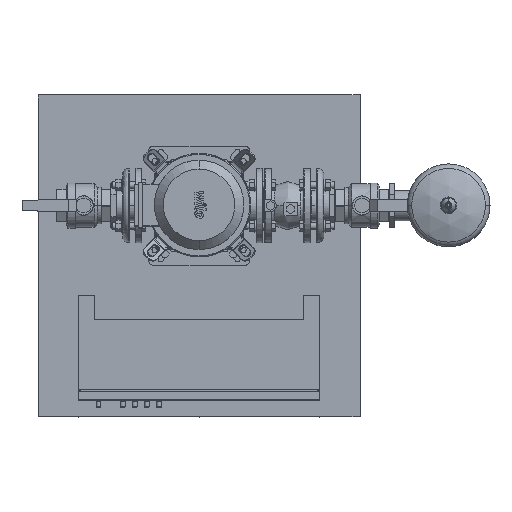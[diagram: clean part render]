
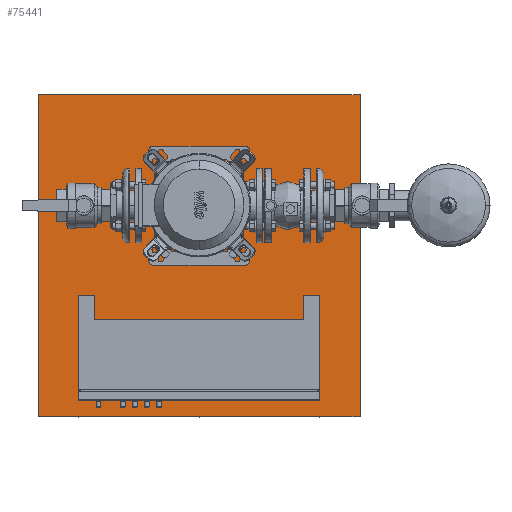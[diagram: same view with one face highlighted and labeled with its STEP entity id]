
A CAD part, top view. The second image highlights one B-rep face of the part: STEP entity #75441.
In plain terms, the highlighted planar face has unit normal (0, 0, 1).
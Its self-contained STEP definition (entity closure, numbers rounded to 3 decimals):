
#75402=CARTESIAN_POINT('',(-400.0,-125.,125.0));
#75403=DIRECTION('',(0.0,0.0,1.0));
#75404=DIRECTION('',(0.0,-1.0,0.0));
#75405=AXIS2_PLACEMENT_3D('',#75402,#75403,#75404);
#75406=PLANE('',#75405);
#75407=CARTESIAN_POINT('',(400.0,-525.0,125.));
#75408=VERTEX_POINT('',#75407);
#75409=CARTESIAN_POINT('',(400.0,275.0,125.));
#75410=VERTEX_POINT('',#75409);
#75411=CARTESIAN_POINT('',(400.0,-525.0,125.));
#75412=DIRECTION('',(0.0,1.0,0.0));
#75413=VECTOR('',#75412,800.0);
#75414=LINE('',#75411,#75413);
#75415=EDGE_CURVE('',#75408,#75410,#75414,.T.);
#75416=ORIENTED_EDGE('',*,*,#75415,.T.);
#75417=CARTESIAN_POINT('',(-400.0,275.0,125.));
#75418=VERTEX_POINT('',#75417);
#75419=CARTESIAN_POINT('',(-400.0,275.0,125.));
#75420=DIRECTION('',(1.0,0.0,0.0));
#75421=VECTOR('',#75420,800.0);
#75422=LINE('',#75419,#75421);
#75423=EDGE_CURVE('',#75418,#75410,#75422,.T.);
#75424=ORIENTED_EDGE('',*,*,#75423,.F.);
#75425=CARTESIAN_POINT('',(-400.0,-525.0,125.));
#75426=VERTEX_POINT('',#75425);
#75427=CARTESIAN_POINT('',(-400.0,275.0,125.));
#75428=DIRECTION('',(0.0,-1.0,0.0));
#75429=VECTOR('',#75428,800.0);
#75430=LINE('',#75427,#75429);
#75431=EDGE_CURVE('',#75418,#75426,#75430,.T.);
#75432=ORIENTED_EDGE('',*,*,#75431,.T.);
#75433=CARTESIAN_POINT('',(-400.0,-525.0,125.));
#75434=DIRECTION('',(1.0,0.0,0.0));
#75435=VECTOR('',#75434,800.0);
#75436=LINE('',#75433,#75435);
#75437=EDGE_CURVE('',#75426,#75408,#75436,.T.);
#75438=ORIENTED_EDGE('',*,*,#75437,.T.);
#75439=EDGE_LOOP('',(#75416,#75424,#75432,#75438));
#75440=FACE_OUTER_BOUND('',#75439,.T.);
#75441=ADVANCED_FACE('',(#75440),#75406,.T.);
